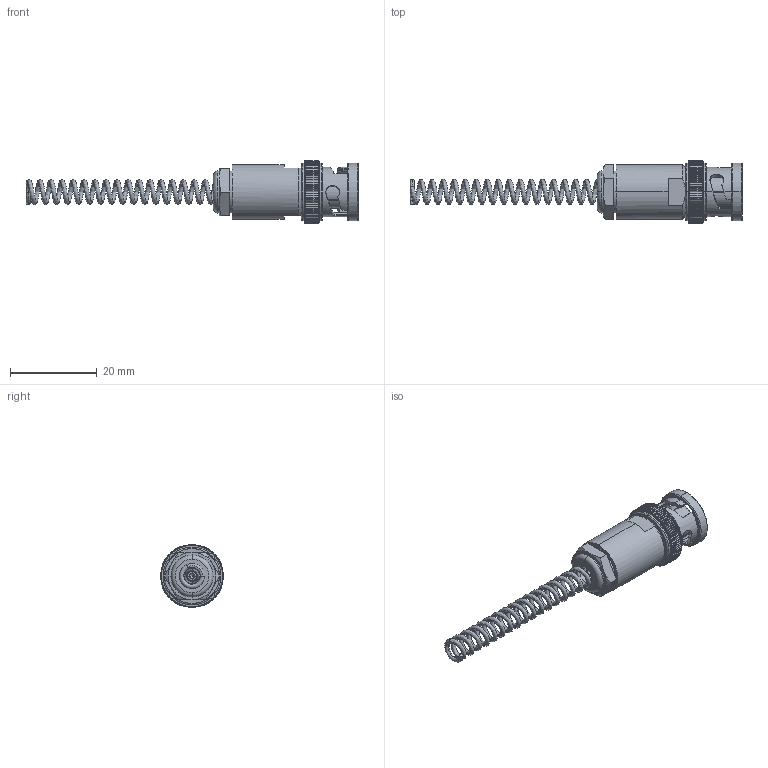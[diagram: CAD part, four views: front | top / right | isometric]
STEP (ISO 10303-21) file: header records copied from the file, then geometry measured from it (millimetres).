
FILE_DESCRIPTION (( 'STEP AP214' ), '1' );
FILE_NAME ('FMCN10-06033-206_3D.step', '2024-06-11T22:24:13', ( '' ), ( '' ), 'SwSTEP 2.0', 'SolidWorks 2022', '' );
FILE_SCHEMA (( 'AUTOMOTIVE_DESIGN' ));
Length unit declared in the file: inch
Products named in the file (9): Copy of 10-06033-XXX-MA4^FMCN10-06033-206; Copy of 10-06033-XXX-MA8^FMCN10-06033-206; Copy of 10-06033-XXX-MA5^FMCN10-06033-206; Copy of 10-06033-XXX-MA3^FMCN10-06033-206; Copy of 10-06033-XXX-MA6^FMCN10-06033-206; Copy of 10-06033-XXX-MA1^FMCN10-06033-206; FMCN10-06033-206_3D; Copy of 10-06033-XXX-MA2(S)^FMCN10-06033-206; Copy of 10-06033-XXX-MA7^FMCN10-06033-206
Assembly tree (8 placements, depth 2):
  FMCN10-06033-206_3D
    Copy of 10-06033-XXX-MA1^FMCN10-06033-206
    Copy of 10-06033-XXX-MA2(S)^FMCN10-06033-206
    Copy of 10-06033-XXX-MA3^FMCN10-06033-206
    Copy of 10-06033-XXX-MA4^FMCN10-06033-206
    Copy of 10-06033-XXX-MA5^FMCN10-06033-206
    Copy of 10-06033-XXX-MA6^FMCN10-06033-206
    Copy of 10-06033-XXX-MA7^FMCN10-06033-206
    Copy of 10-06033-XXX-MA8^FMCN10-06033-206
Bounding box: 76.5 x 14.49 x 14.49 mm (x, y, z)
Volume: 3503.8 mm3; surface area: 5895.1 mm2
Topology: 9 solids, 9 shells, 796 faces, 2210 edges, 1446 vertices
Faces by surface type: cylinder 420, torus 192, plane 111, cone 56, bspline 17
Entity records: 35250 total; most frequent: CARTESIAN_POINT 14255, ORIENTED_EDGE 4416, DIRECTION 4270, EDGE_CURVE 2208, AXIS2_PLACEMENT_3D 1834, VERTEX_POINT 1446, CIRCLE 1044, EDGE_LOOP 838
